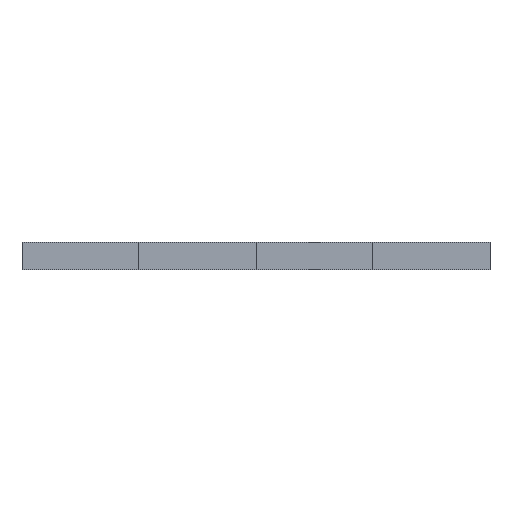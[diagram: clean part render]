
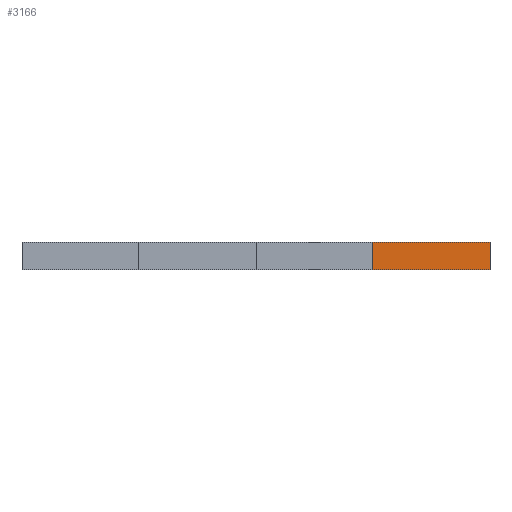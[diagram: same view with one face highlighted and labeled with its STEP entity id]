
A CAD part, front view. The second image highlights one B-rep face of the part: STEP entity #3166.
In plain terms, the highlighted planar face has unit normal (0, -1, 0).
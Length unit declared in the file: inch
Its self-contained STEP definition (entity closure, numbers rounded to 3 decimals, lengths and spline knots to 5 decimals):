
#191=FACE_OUTER_BOUND('',#360,.T.);
#360=EDGE_LOOP('',(#2681,#2682,#2683,#2684));
#481=LINE('',#4260,#919);
#794=LINE('',#4890,#1232);
#809=LINE('',#4921,#1247);
#810=LINE('',#4922,#1248);
#919=VECTOR('',#3453,0.3937);
#1232=VECTOR('',#3992,0.3937);
#1247=VECTOR('',#4031,0.3937);
#1248=VECTOR('',#4032,0.3937);
#1346=VERTEX_POINT('',#4257);
#1347=VERTEX_POINT('',#4259);
#1551=VERTEX_POINT('',#4888);
#1555=VERTEX_POINT('',#4920);
#1651=EDGE_CURVE('',#1346,#1347,#481,.T.);
#1966=EDGE_CURVE('',#1551,#1346,#794,.T.);
#1981=EDGE_CURVE('',#1555,#1551,#809,.T.);
#1982=EDGE_CURVE('',#1555,#1347,#810,.T.);
#2681=ORIENTED_EDGE('',*,*,#1981,.F.);
#2682=ORIENTED_EDGE('',*,*,#1982,.T.);
#2683=ORIENTED_EDGE('',*,*,#1651,.F.);
#2684=ORIENTED_EDGE('',*,*,#1966,.F.);
#3017=PLANE('',#3325);
#3166=ADVANCED_FACE('',(#191),#3017,.F.);
#3325=AXIS2_PLACEMENT_3D('',#4919,#4029,#4030);
#3453=DIRECTION('',(-1.,0.,0.));
#3992=DIRECTION('',(0.,0.,-1.));
#4029=DIRECTION('center_axis',(0.,1.,0.));
#4030=DIRECTION('ref_axis',(1.,0.,0.));
#4031=DIRECTION('',(1.,0.,0.));
#4032=DIRECTION('',(0.,0.,-1.));
#4257=CARTESIAN_POINT('',(1.,-0.883,0.));
#4259=CARTESIAN_POINT('',(0.5,-0.883,0.));
#4260=CARTESIAN_POINT('',(0.25,-0.883,0.));
#4888=CARTESIAN_POINT('',(1.,-0.883,0.117));
#4890=CARTESIAN_POINT('',(1.,-0.883,0.0585));
#4919=CARTESIAN_POINT('Origin',(0.5,-0.883,0.117));
#4920=CARTESIAN_POINT('',(0.5,-0.883,0.117));
#4921=CARTESIAN_POINT('',(0.25,-0.883,0.117));
#4922=CARTESIAN_POINT('',(0.5,-0.883,0.117));
